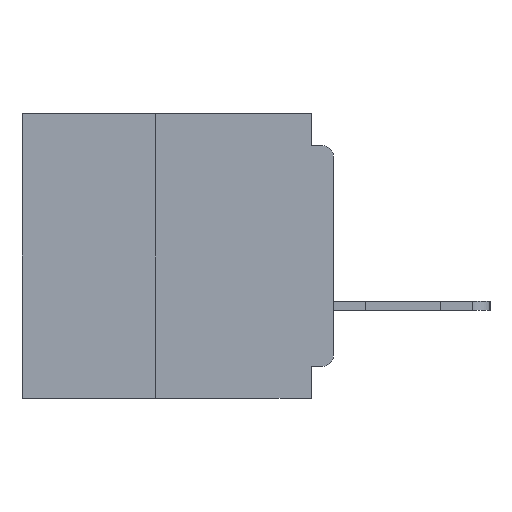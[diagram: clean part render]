
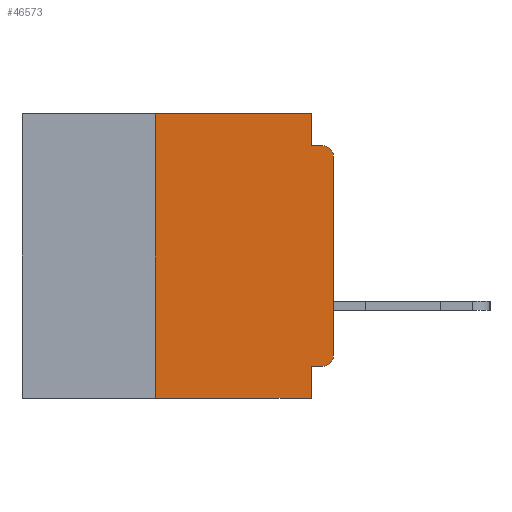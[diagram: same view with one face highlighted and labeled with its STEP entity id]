
A CAD part, left-side view. The second image highlights one B-rep face of the part: STEP entity #46573.
In plain terms, the highlighted planar face has unit normal (-1, 0, 0).
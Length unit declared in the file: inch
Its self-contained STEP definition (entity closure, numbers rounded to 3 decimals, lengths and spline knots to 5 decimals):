
#858 = ORIENTED_EDGE ( 'NONE', *, *, #7393, .T. ) ;
#1664 = DIRECTION ( 'NONE',  ( 0., -1., 0. ) ) ;
#2060 = AXIS2_PLACEMENT_3D ( 'NONE', #28551, #36261, #13284 ) ;
#2303 = DIRECTION ( 'NONE',  ( 0., 1., 0. ) ) ;
#4392 = EDGE_CURVE ( 'NONE', #30101, #35345, #40795, .T. ) ;
#5108 = CARTESIAN_POINT ( 'NONE',  ( 0., 0.031, -0.355 ) ) ;
#5467 = VECTOR ( 'NONE', #13548, 39.37008 ) ;
#5800 = DIRECTION ( 'NONE',  ( 0., 0., 1. ) ) ;
#5858 = CARTESIAN_POINT ( 'NONE',  ( 0., 0.031, -0.4 ) ) ;
#6385 = ORIENTED_EDGE ( 'NONE', *, *, #4392, .F. ) ;
#6983 = LINE ( 'NONE', #21110, #45388 ) ;
#7393 = EDGE_CURVE ( 'NONE', #20598, #38040, #17048, .T. ) ;
#9203 = EDGE_CURVE ( 'NONE', #20598, #30101, #13267, .T. ) ;
#9478 = DIRECTION ( 'NONE',  ( 0., 0., 1. ) ) ;
#12665 = DIRECTION ( 'NONE',  ( -1., 0., 0. ) ) ;
#13194 = CIRCLE ( 'NONE', #14856, 0.015 ) ;
#13267 = LINE ( 'NONE', #37043, #22273 ) ;
#13284 = DIRECTION ( 'NONE',  ( 0., 0., -1. ) ) ;
#13548 = DIRECTION ( 'NONE',  ( 0., 0., -1. ) ) ;
#13889 = VECTOR ( 'NONE', #27605, 39.37008 ) ;
#14856 = AXIS2_PLACEMENT_3D ( 'NONE', #35660, #12665, #39451 ) ;
#17048 = CIRCLE ( 'NONE', #20029, 0.015 ) ;
#17383 = VERTEX_POINT ( 'NONE', #43572 ) ;
#17461 = EDGE_CURVE ( 'NONE', #42495, #21507, #30500, .T. ) ;
#17915 = CARTESIAN_POINT ( 'NONE',  ( 0., 0.031, 0. ) ) ;
#18287 = DIRECTION ( 'NONE',  ( -1., 0., 0. ) ) ;
#20029 = AXIS2_PLACEMENT_3D ( 'NONE', #41223, #18287, #45024 ) ;
#20598 = VERTEX_POINT ( 'NONE', #45218 ) ;
#21110 = CARTESIAN_POINT ( 'NONE',  ( 0., 0., 0. ) ) ;
#21178 = VERTEX_POINT ( 'NONE', #17915 ) ;
#21507 = VERTEX_POINT ( 'NONE', #31539 ) ;
#22109 = ORIENTED_EDGE ( 'NONE', *, *, #32460, .T. ) ;
#22273 = VECTOR ( 'NONE', #2303, 39.37008 ) ;
#23707 = CARTESIAN_POINT ( 'NONE',  ( 0., 0., -0.34 ) ) ;
#23740 = CARTESIAN_POINT ( 'NONE',  ( 0., 0.437, -0.4 ) ) ;
#23862 = ORIENTED_EDGE ( 'NONE', *, *, #37601, .F. ) ;
#24315 = CARTESIAN_POINT ( 'NONE',  ( 0., 0., -0.045 ) ) ;
#24440 = ORIENTED_EDGE ( 'NONE', *, *, #41006, .T. ) ;
#24694 = CARTESIAN_POINT ( 'NONE',  ( 0., 0.437, 0. ) ) ;
#25323 = EDGE_CURVE ( 'NONE', #39236, #17383, #43053, .T. ) ;
#25881 = DIRECTION ( 'NONE',  ( 0., 0., -1. ) ) ;
#27605 = DIRECTION ( 'NONE',  ( 0., -1., 0. ) ) ;
#28115 = ORIENTED_EDGE ( 'NONE', *, *, #9203, .F. ) ;
#28223 = FACE_OUTER_BOUND ( 'NONE', #41365, .T. ) ;
#28551 = CARTESIAN_POINT ( 'NONE',  ( 0., 0.437, 0. ) ) ;
#28709 = ORIENTED_EDGE ( 'NONE', *, *, #17461, .F. ) ;
#28920 = CARTESIAN_POINT ( 'NONE',  ( 0., 0.25, -0.4 ) ) ;
#30101 = VERTEX_POINT ( 'NONE', #5108 ) ;
#30500 = LINE ( 'NONE', #28920, #41806 ) ;
#30706 = VECTOR ( 'NONE', #25881, 39.37008 ) ;
#31076 = CARTESIAN_POINT ( 'NONE',  ( 0., 0.25, -0.4 ) ) ;
#31249 = CARTESIAN_POINT ( 'NONE',  ( 0., 0., -0.06 ) ) ;
#31539 = CARTESIAN_POINT ( 'NONE',  ( 0., 0.25, 0. ) ) ;
#31734 = ORIENTED_EDGE ( 'NONE', *, *, #25323, .F. ) ;
#32449 = PLANE ( 'NONE',  #2060 ) ;
#32460 = EDGE_CURVE ( 'NONE', #42495, #35345, #44375, .T. ) ;
#32695 = CARTESIAN_POINT ( 'NONE',  ( 0., 0.031, 0. ) ) ;
#35345 = VERTEX_POINT ( 'NONE', #5858 ) ;
#35660 = CARTESIAN_POINT ( 'NONE',  ( 0., 0.015, -0.06 ) ) ;
#35981 = EDGE_CURVE ( 'NONE', #21507, #21178, #48263, .T. ) ;
#36261 = DIRECTION ( 'NONE',  ( 1., 0., 0. ) ) ;
#37043 = CARTESIAN_POINT ( 'NONE',  ( 0., 0., -0.355 ) ) ;
#37282 = CARTESIAN_POINT ( 'NONE',  ( 0., 0.031, -0.4 ) ) ;
#37601 = EDGE_CURVE ( 'NONE', #21178, #39236, #46271, .T. ) ;
#38040 = VERTEX_POINT ( 'NONE', #23707 ) ;
#38153 = VECTOR ( 'NONE', #1664, 39.37008 ) ;
#38605 = VERTEX_POINT ( 'NONE', #31249 ) ;
#39236 = VERTEX_POINT ( 'NONE', #43480 ) ;
#39451 = DIRECTION ( 'NONE',  ( 0., 0., -1. ) ) ;
#40622 = ORIENTED_EDGE ( 'NONE', *, *, #47635, .T. ) ;
#40795 = LINE ( 'NONE', #37282, #30706 ) ;
#41006 = EDGE_CURVE ( 'NONE', #38040, #38605, #6983, .T. ) ;
#41223 = CARTESIAN_POINT ( 'NONE',  ( 0., 0.015, -0.34 ) ) ;
#41365 = EDGE_LOOP ( 'NONE', ( #24440, #40622, #31734, #23862, #47785, #28709, #22109, #6385, #28115, #858 ) ) ;
#41806 = VECTOR ( 'NONE', #5800, 39.37008 ) ;
#42495 = VERTEX_POINT ( 'NONE', #31076 ) ;
#43053 = LINE ( 'NONE', #24315, #44241 ) ;
#43480 = CARTESIAN_POINT ( 'NONE',  ( 0., 0.031, -0.045 ) ) ;
#43572 = CARTESIAN_POINT ( 'NONE',  ( 0., 0.015, -0.045 ) ) ;
#44241 = VECTOR ( 'NONE', #47171, 39.37008 ) ;
#44375 = LINE ( 'NONE', #23740, #13889 ) ;
#45024 = DIRECTION ( 'NONE',  ( 0., 0., -1. ) ) ;
#45218 = CARTESIAN_POINT ( 'NONE',  ( 0., 0.015, -0.355 ) ) ;
#45388 = VECTOR ( 'NONE', #9478, 39.37008 ) ;
#46271 = LINE ( 'NONE', #32695, #5467 ) ;
#46573 = ADVANCED_FACE ( 'NONE', ( #28223 ), #32449, .F. ) ;
#47171 = DIRECTION ( 'NONE',  ( 0., -1., 0. ) ) ;
#47635 = EDGE_CURVE ( 'NONE', #38605, #17383, #13194, .T. ) ;
#47785 = ORIENTED_EDGE ( 'NONE', *, *, #35981, .F. ) ;
#48263 = LINE ( 'NONE', #24694, #38153 ) ;
